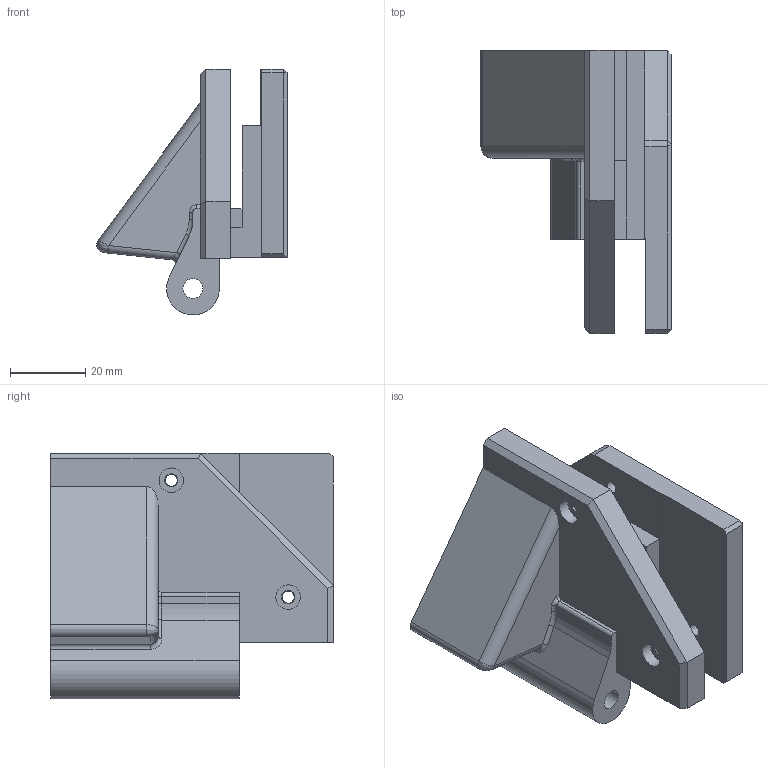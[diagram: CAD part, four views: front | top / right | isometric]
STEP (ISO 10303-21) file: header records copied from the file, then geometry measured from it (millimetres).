
FILE_DESCRIPTION(('STEP AP203'), '1');
FILE_NAME('Hinge_top_left', '', ('UNSPECIFIED'), ('UNSPECIFIED'), 'ASCON STEP Converter 1.6', 'ASCON Math Kernel', '');
FILE_SCHEMA(('CONFIG_CONTROL_DESIGN'));
Length unit declared in the file: millimetre
Bounding box: 50.52 x 75 x 65.2 mm (x, y, z)
Volume: 79969.5 mm3; surface area: 21758.5 mm2
Topology: 1 solids, 1 shells, 81 faces, 204 edges, 129 vertices
Faces by surface type: plane 60, cylinder 17, torus 2, bspline 2
Full cylindrical faces by diameter (mm): 3.2 x2, 3.5 x2, 5.3 x1, 6.5 x2
Entity records: 3187 total; most frequent: CARTESIAN_POINT 565, ORIENTED_EDGE 394, DIRECTION 385, EDGE_CURVE 197, LINE 159, VECTOR 159, VERTEX_POINT 129, AXIS2_PLACEMENT_3D 113
